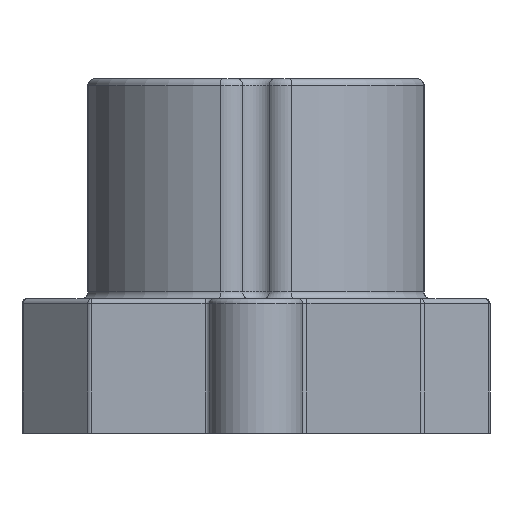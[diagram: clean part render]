
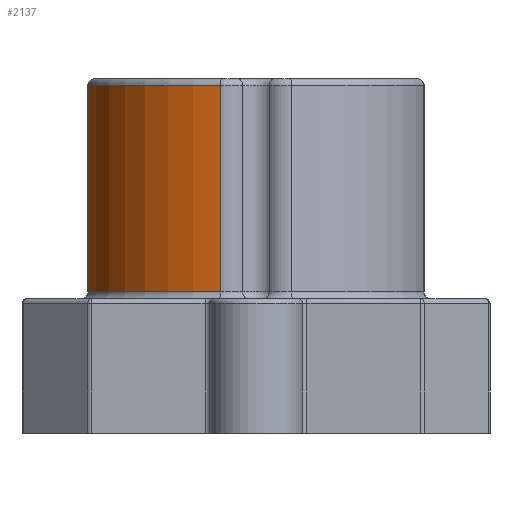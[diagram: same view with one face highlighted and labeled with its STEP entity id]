
A CAD part, left-side view. The second image highlights one B-rep face of the part: STEP entity #2137.
In plain terms, the highlighted cylindrical face has radius 7.4 mm (diameter 14.8 mm), a partial arc.
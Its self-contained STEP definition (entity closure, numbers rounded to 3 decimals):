
#62=CYLINDRICAL_SURFACE('',#2416,7.4);
#165=LINE('',#7429,#300);
#166=LINE('',#7433,#301);
#300=VECTOR('',#3041,8.9);
#301=VECTOR('',#3046,8.9);
#498=FACE_OUTER_BOUND('',#650,.T.);
#650=EDGE_LOOP('',(#1805,#1806,#1807,#1808));
#834=CIRCLE('',#2402,7.4);
#842=CIRCLE('',#2417,7.4);
#1026=VERTEX_POINT('',#7400);
#1027=VERTEX_POINT('',#7404);
#1033=VERTEX_POINT('',#7428);
#1034=VERTEX_POINT('',#7432);
#1293=EDGE_CURVE('',#1027,#1026,#834,.T.);
#1304=EDGE_CURVE('',#1026,#1033,#165,.T.);
#1306=EDGE_CURVE('',#1034,#1027,#166,.T.);
#1307=EDGE_CURVE('',#1033,#1034,#842,.T.);
#1805=ORIENTED_EDGE('',*,*,#1293,.F.);
#1806=ORIENTED_EDGE('',*,*,#1306,.F.);
#1807=ORIENTED_EDGE('',*,*,#1307,.F.);
#1808=ORIENTED_EDGE('',*,*,#1304,.F.);
#2137=ADVANCED_FACE('',(#498),#62,.T.);
#2402=AXIS2_PLACEMENT_3D('',#7406,#3011,#3012);
#2416=AXIS2_PLACEMENT_3D('',#7431,#3044,#3045);
#2417=AXIS2_PLACEMENT_3D('',#7434,#3047,#3048);
#3011=DIRECTION('center_axis',(0.,0.,-1.));
#3012=DIRECTION('ref_axis',(-0.707,0.707,0.));
#3041=DIRECTION('',(0.,0.,1.));
#3044=DIRECTION('center_axis',(0.,0.,1.));
#3045=DIRECTION('ref_axis',(-1.,0.,0.));
#3046=DIRECTION('',(0.,0.,-1.));
#3047=DIRECTION('center_axis',(0.,0.,1.));
#3048=DIRECTION('ref_axis',(-0.707,0.707,0.));
#7400=CARTESIAN_POINT('',(-1.536,7.239,6.1));
#7404=CARTESIAN_POINT('',(-7.239,1.536,6.1));
#7406=CARTESIAN_POINT('Origin',(0.,0.,6.1));
#7428=CARTESIAN_POINT('',(-1.536,7.239,15.));
#7429=CARTESIAN_POINT('',(-1.536,7.239,5.8));
#7431=CARTESIAN_POINT('Origin',(0.,0.,5.8));
#7432=CARTESIAN_POINT('',(-7.239,1.536,15.));
#7433=CARTESIAN_POINT('',(-7.239,1.536,5.8));
#7434=CARTESIAN_POINT('Origin',(0.,0.,15.));
